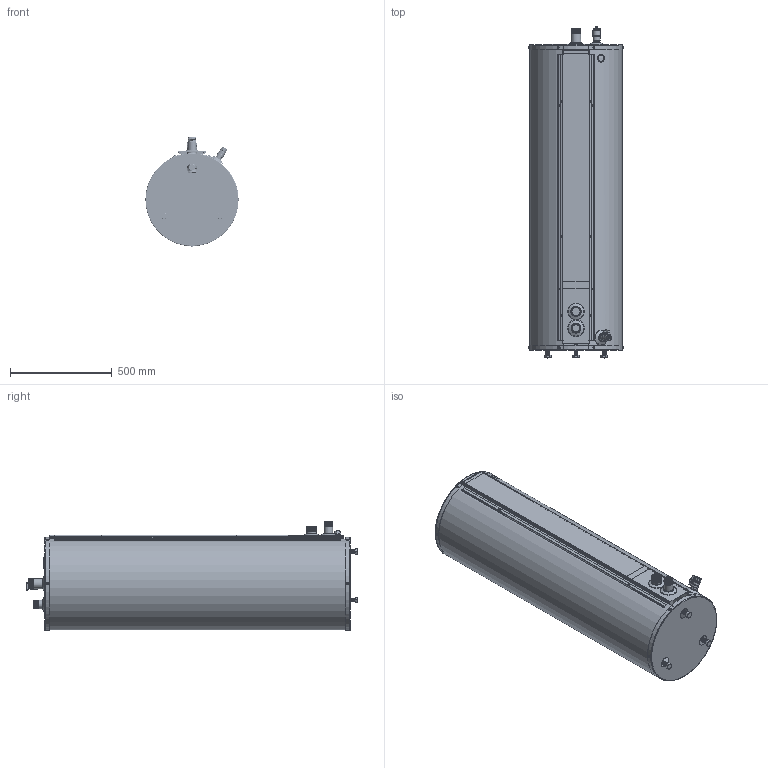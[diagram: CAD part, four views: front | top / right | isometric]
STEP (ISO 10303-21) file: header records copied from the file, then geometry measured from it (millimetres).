
FILE_DESCRIPTION (( 'STEP AP214' ), '1' );
FILE_NAME ('RE 36.STEP', '2019-09-26T18:07:26', ( '' ), ( '' ), 'SwSTEP 2.0', 'SolidWorks 2019', '' );
FILE_SCHEMA (( 'AUTOMOTIVE_DESIGN' ));
Length unit declared in the file: inch
Products named in the file (1): RE 36
Bounding box: 464.31 x 1634.43 x 540.13 mm (x, y, z)
Volume: 2945304.2 mm3; surface area: 5975965.3 mm2
Topology: 50 solids, 51 shells, 2221 faces, 5017 edges, 2943 vertices
Faces by surface type: plane 792, cone 703, cylinder 532, bspline 118, torus 62, sphere 14
Full cylindrical faces by diameter (mm): 3.566 x220, 4.763 x6, 4.826 x20, 5.08 x2, 5.105 x14, 9.474 x20, 12.065 x1, 13.97 x1, 15.037 x1, 19.05 x72, 20.93 x1, 21.59 x1, 22.225 x1, 23.012 x3, 25.4 x2, 26.67 x1, 30.353 x1, 30.607 x2, 32.131 x1, 32.69 x1, 33.338 x1, 33.655 x1, 33.909 x1, 34.671 x1, 35.052 x2, 35.306 x1, 40.894 x2, 41.275 x2, 42.164 x2, 46.038 x2
Entity records: 127918 total; most frequent: CARTESIAN_POINT 54378, DIRECTION 9126, ORIENTED_EDGE 7712, EDGE_CURVE 3856, AXIS2_PLACEMENT_3D 3652, EDGE_LOOP 3418, VERTEX_POINT 2860, FACE_OUTER_BOUND 2656
